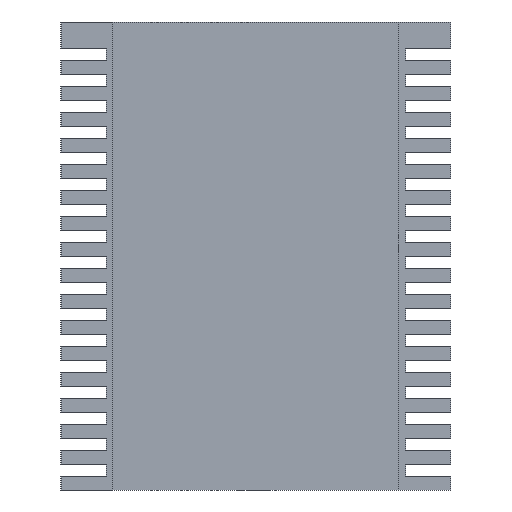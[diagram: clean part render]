
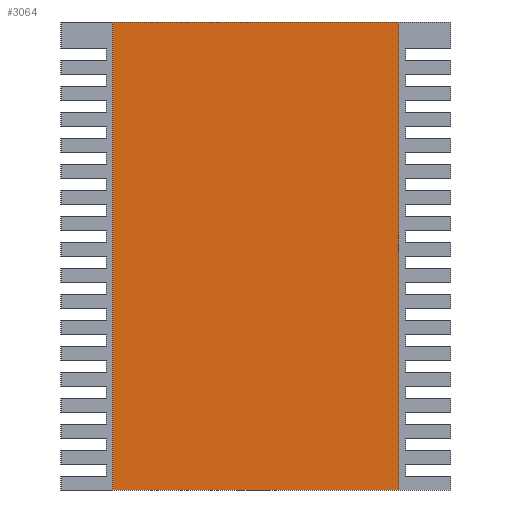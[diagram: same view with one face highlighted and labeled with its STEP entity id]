
A CAD part, front view. The second image highlights one B-rep face of the part: STEP entity #3064.
In plain terms, the highlighted planar face has unit normal (0, -1, 0).
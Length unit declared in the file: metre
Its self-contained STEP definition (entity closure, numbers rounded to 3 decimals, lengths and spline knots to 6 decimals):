
#496=ORIENTED_EDGE('',*,*,#1232,.T.);
#497=ORIENTED_EDGE('',*,*,#1291,.T.);
#498=ORIENTED_EDGE('',*,*,#1220,.F.);
#499=ORIENTED_EDGE('',*,*,#1290,.F.);
#1220=EDGE_CURVE('',#1616,#1617,#1967,.T.);
#1232=EDGE_CURVE('',#1621,#1624,#1978,.T.);
#1290=EDGE_CURVE('',#1621,#1616,#2036,.T.);
#1291=EDGE_CURVE('',#1624,#1617,#2037,.T.);
#1616=VERTEX_POINT('',#4699);
#1617=VERTEX_POINT('',#4701);
#1621=VERTEX_POINT('',#4712);
#1624=VERTEX_POINT('',#4720);
#1967=LINE('',#4700,#2411);
#1978=LINE('',#4721,#2422);
#2036=LINE('',#4821,#2480);
#2037=LINE('',#4823,#2481);
#2411=VECTOR('',#3725,1.);
#2422=VECTOR('',#3740,1.);
#2480=VECTOR('',#3812,1.);
#2481=VECTOR('',#3815,1.);
#2599=EDGE_LOOP('',(#496,#497,#498,#499));
#2757=FACE_BOUND('',#2599,.T.);
#2913=PLANE('',#3232);
#3064=ADVANCED_FACE('',(#2757),#2913,.T.);
#3232=AXIS2_PLACEMENT_3D('',#4824,#3816,#3817);
#3725=DIRECTION('',(1.,0.,0.));
#3740=DIRECTION('',(1.,0.,0.));
#3812=DIRECTION('',(0.,0.,1.));
#3815=DIRECTION('',(0.,0.,1.));
#3816=DIRECTION('',(0.,-1.,0.));
#3817=DIRECTION('',(0.,0.,-1.));
#4699=CARTESIAN_POINT('',(0.004,-0.014,0.036));
#4700=CARTESIAN_POINT('',(0.015,-0.014,0.036));
#4701=CARTESIAN_POINT('',(0.026,-0.014,0.036));
#4712=CARTESIAN_POINT('',(0.004,-0.014,0.));
#4720=CARTESIAN_POINT('',(0.026,-0.014,0.));
#4721=CARTESIAN_POINT('',(0.015,-0.014,0.));
#4821=CARTESIAN_POINT('',(0.004,-0.014,-0.0042));
#4823=CARTESIAN_POINT('',(0.026,-0.014,-0.0042));
#4824=CARTESIAN_POINT('',(0.015,-0.014,-0.0042));
